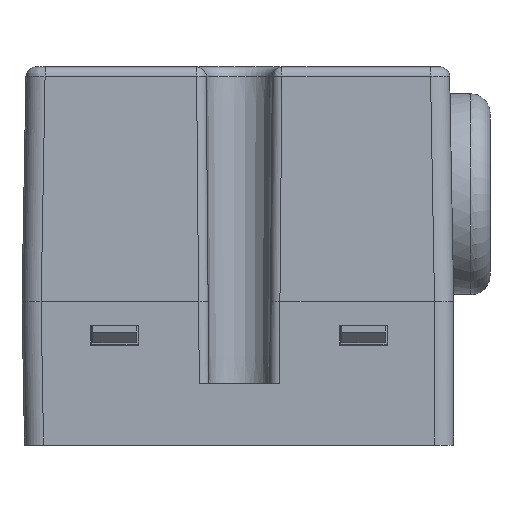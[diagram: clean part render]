
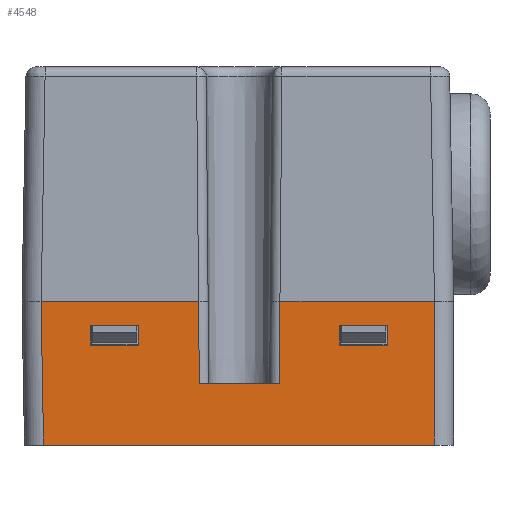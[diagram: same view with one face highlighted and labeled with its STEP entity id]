
A CAD part, left-side view. The second image highlights one B-rep face of the part: STEP entity #4548.
In plain terms, the highlighted planar face has unit normal (-1, 0, 0).
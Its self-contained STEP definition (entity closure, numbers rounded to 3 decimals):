
#4548=ADVANCED_FACE('',(#6665,#6666,#6667),#6020,.T.);
#6020=PLANE('',#38279);
#6497=B_SPLINE_CURVE_WITH_KNOTS('',3,(#48437,#48438,#48439,#48440),
 .UNSPECIFIED.,.F.,.F.,(4,4),(0.,1.),.UNSPECIFIED.);
#6498=B_SPLINE_CURVE_WITH_KNOTS('',3,(#48443,#48444,#48445,#48446),
 .UNSPECIFIED.,.F.,.F.,(4,4),(0.,1.),.UNSPECIFIED.);
#6665=FACE_BOUND('',#8216,.T.);
#6666=FACE_BOUND('',#8217,.T.);
#6667=FACE_BOUND('',#8218,.T.);
#8216=EDGE_LOOP('',(#17802,#17803,#17804,#17805,#17806,#17807,#17808,#17809,
#17810));
#8217=EDGE_LOOP('',(#17811,#17812,#17813,#17814));
#8218=EDGE_LOOP('',(#17815,#17816,#17817,#17818));
#17802=ORIENTED_EDGE('',*,*,#27220,.T.);
#17803=ORIENTED_EDGE('',*,*,#27225,.T.);
#17804=ORIENTED_EDGE('',*,*,#22846,.F.);
#17805=ORIENTED_EDGE('',*,*,#27017,.T.);
#17806=ORIENTED_EDGE('',*,*,#27015,.F.);
#17807=ORIENTED_EDGE('',*,*,#27013,.T.);
#17808=ORIENTED_EDGE('',*,*,#22746,.F.);
#17809=ORIENTED_EDGE('',*,*,#22744,.F.);
#17810=ORIENTED_EDGE('',*,*,#27048,.T.);
#17811=ORIENTED_EDGE('',*,*,#27226,.T.);
#17812=ORIENTED_EDGE('',*,*,#27153,.T.);
#17813=ORIENTED_EDGE('',*,*,#27087,.F.);
#17814=ORIENTED_EDGE('',*,*,#27227,.F.);
#17815=ORIENTED_EDGE('',*,*,#27010,.F.);
#17816=ORIENTED_EDGE('',*,*,#27006,.T.);
#17817=ORIENTED_EDGE('',*,*,#27003,.T.);
#17818=ORIENTED_EDGE('',*,*,#27002,.F.);
#19371=VERTEX_POINT('',#48365);
#19392=VERTEX_POINT('',#48421);
#19394=VERTEX_POINT('',#48436);
#19454=VERTEX_POINT('',#48626);
#19465=VERTEX_POINT('',#48662);
#22252=VERTEX_POINT('',#56960);
#22255=VERTEX_POINT('',#56965);
#22256=VERTEX_POINT('',#56969);
#22258=VERTEX_POINT('',#56975);
#22260=VERTEX_POINT('',#56985);
#22262=VERTEX_POINT('',#56991);
#22279=VERTEX_POINT('',#57056);
#22304=VERTEX_POINT('',#57132);
#22307=VERTEX_POINT('',#57137);
#22352=VERTEX_POINT('',#57276);
#22387=VERTEX_POINT('',#57400);
#22390=VERTEX_POINT('',#57411);
#22744=EDGE_CURVE('',#19394,#19392,#6497,.T.);
#22746=EDGE_CURVE('',#19392,#19371,#6498,.T.);
#22846=EDGE_CURVE('',#19454,#19465,#27835,.T.);
#27002=EDGE_CURVE('',#22255,#22252,#31317,.T.);
#27003=EDGE_CURVE('',#22256,#22252,#31318,.T.);
#27006=EDGE_CURVE('',#22258,#22256,#31321,.T.);
#27010=EDGE_CURVE('',#22258,#22255,#31325,.T.);
#27013=EDGE_CURVE('',#22260,#19371,#31327,.T.);
#27015=EDGE_CURVE('',#22260,#22262,#31328,.T.);
#27017=EDGE_CURVE('',#19454,#22262,#31329,.T.);
#27048=EDGE_CURVE('',#19394,#22279,#31353,.T.);
#27087=EDGE_CURVE('',#22307,#22304,#31384,.T.);
#27153=EDGE_CURVE('',#22352,#22304,#31448,.T.);
#27220=EDGE_CURVE('',#22279,#22387,#31511,.T.);
#27225=EDGE_CURVE('',#22387,#19465,#31514,.T.);
#27226=EDGE_CURVE('',#22390,#22352,#31515,.T.);
#27227=EDGE_CURVE('',#22390,#22307,#31516,.T.);
#27835=LINE('',#48665,#32065);
#31317=LINE('',#56966,#35551);
#31318=LINE('',#56968,#35552);
#31321=LINE('',#56974,#35555);
#31325=LINE('',#56981,#35559);
#31327=LINE('',#56986,#35561);
#31328=LINE('',#56990,#35562);
#31329=LINE('',#56994,#35563);
#31353=LINE('',#57057,#35587);
#31384=LINE('',#57138,#35618);
#31448=LINE('',#57275,#35682);
#31511=LINE('',#57401,#35745);
#31514=LINE('',#57409,#35748);
#31515=LINE('',#57410,#35749);
#31516=LINE('',#57412,#35750);
#32065=VECTOR('',#39016,1.);
#35551=VECTOR('',#46486,1.);
#35552=VECTOR('',#46489,1.);
#35555=VECTOR('',#46494,1.);
#35559=VECTOR('',#46500,1.);
#35561=VECTOR('',#46506,1.);
#35562=VECTOR('',#46511,1.);
#35563=VECTOR('',#46516,1.);
#35587=VECTOR('',#46584,1.);
#35618=VECTOR('',#46659,1.);
#35682=VECTOR('',#46781,1.);
#35745=VECTOR('',#46898,1.);
#35748=VECTOR('',#46907,1.);
#35749=VECTOR('',#46908,1.);
#35750=VECTOR('',#46909,1.);
#38279=AXIS2_PLACEMENT_3D('',#57413,#46910,#46911);
#39016=DIRECTION('',(0.,-1.,0.));
#46486=DIRECTION('',(0.,0.,-1.));
#46489=DIRECTION('',(0.,1.,0.));
#46494=DIRECTION('',(0.,0.,-1.));
#46500=DIRECTION('',(0.,1.,0.));
#46506=DIRECTION('',(0.,0.009,1.));
#46511=DIRECTION('',(0.,-1.,0.));
#46516=DIRECTION('',(0.,0.009,-1.));
#46584=DIRECTION('',(0.,-0.017,-1.));
#46659=DIRECTION('',(0.,0.,-1.));
#46781=DIRECTION('',(0.,1.,0.));
#46898=DIRECTION('',(0.,-1.,0.));
#46907=DIRECTION('',(0.,0.,1.));
#46908=DIRECTION('',(0.,0.,-1.));
#46909=DIRECTION('',(0.,1.,0.));
#46910=DIRECTION('',(-1.,0.,0.));
#46911=DIRECTION('',(0.,0.,-1.));
#48365=CARTESIAN_POINT('',(-237.102,-84.368,10.8));
#48421=CARTESIAN_POINT('',(-237.102,-67.918,10.8));
#48436=CARTESIAN_POINT('',(-237.102,-67.909,10.8));
#48437=CARTESIAN_POINT('',(-237.102,-67.909,10.8));
#48438=CARTESIAN_POINT('',(-237.102,-67.912,10.8));
#48439=CARTESIAN_POINT('',(-237.102,-67.915,10.8));
#48440=CARTESIAN_POINT('',(-237.102,-67.918,10.8));
#48443=CARTESIAN_POINT('',(-237.102,-67.918,10.8));
#48444=CARTESIAN_POINT('',(-237.102,-73.402,10.8));
#48445=CARTESIAN_POINT('',(-237.102,-78.885,10.8));
#48446=CARTESIAN_POINT('',(-237.102,-84.368,10.8));
#48626=CARTESIAN_POINT('',(-237.102,-92.868,10.8));
#48662=CARTESIAN_POINT('',(-237.102,-109.018,10.8));
#48665=CARTESIAN_POINT('',(-237.102,-74.217,10.8));
#56960=CARTESIAN_POINT('',(-237.102,-73.102,6.239));
#56965=CARTESIAN_POINT('',(-237.102,-73.102,8.3));
#56966=CARTESIAN_POINT('',(-237.102,-73.102,6.3));
#56968=CARTESIAN_POINT('',(-237.102,-74.217,6.239));
#56969=CARTESIAN_POINT('',(-237.102,-78.123,6.239));
#56974=CARTESIAN_POINT('',(-237.102,-78.123,4.5));
#56975=CARTESIAN_POINT('',(-237.102,-78.123,8.3));
#56981=CARTESIAN_POINT('',(-237.102,-75.612,8.3));
#56985=CARTESIAN_POINT('',(-237.102,-84.443,2.2));
#56986=CARTESIAN_POINT('',(-237.102,-84.423,4.589));
#56990=CARTESIAN_POINT('',(-237.102,-74.217,2.2));
#56991=CARTESIAN_POINT('',(-237.102,-92.793,2.2));
#56994=CARTESIAN_POINT('',(-237.102,-92.812,4.338));
#57056=CARTESIAN_POINT('',(-237.102,-68.171,-4.2));
#57057=CARTESIAN_POINT('',(-237.102,-68.021,4.392));
#57132=CARTESIAN_POINT('',(-237.102,-99.102,6.239));
#57137=CARTESIAN_POINT('',(-237.102,-99.102,8.3));
#57138=CARTESIAN_POINT('',(-237.102,-99.102,6.3));
#57275=CARTESIAN_POINT('',(-237.102,-74.217,6.239));
#57276=CARTESIAN_POINT('',(-237.102,-104.123,6.239));
#57400=CARTESIAN_POINT('',(-237.102,-109.018,-4.2));
#57401=CARTESIAN_POINT('',(-237.102,-74.217,-4.2));
#57409=CARTESIAN_POINT('',(-237.102,-109.018,10.8));
#57410=CARTESIAN_POINT('',(-237.102,-104.123,4.5));
#57411=CARTESIAN_POINT('',(-237.102,-104.123,8.3));
#57412=CARTESIAN_POINT('',(-237.102,-101.612,8.3));
#57413=CARTESIAN_POINT('',(-237.102,-74.217,4.5));
